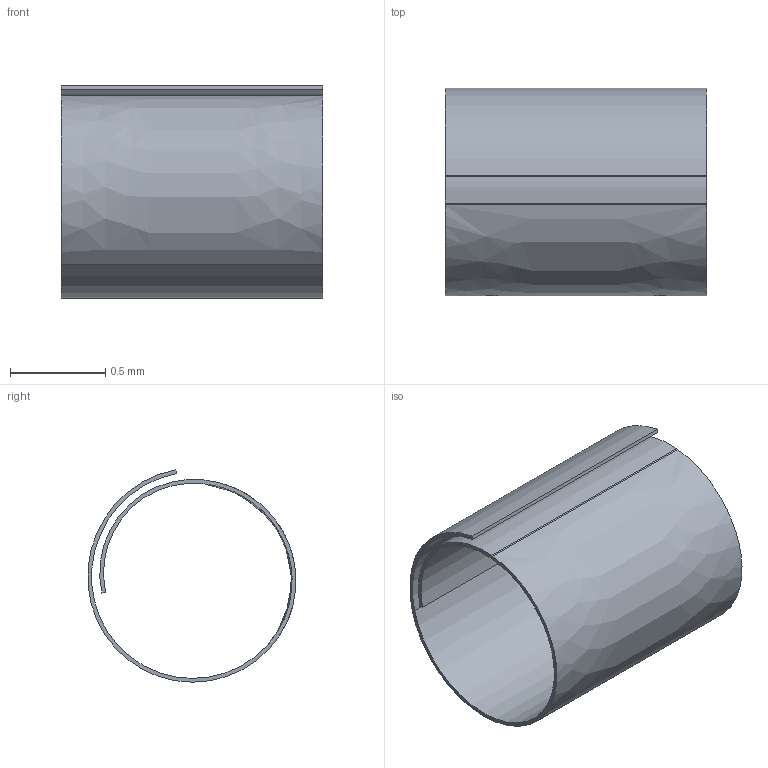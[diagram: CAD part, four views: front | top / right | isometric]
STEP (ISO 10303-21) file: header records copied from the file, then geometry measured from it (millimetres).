
FILE_DESCRIPTION (( 'STEP AP203' ), '1' );
FILE_NAME ('FullLarge_Electrode2.STEP', '2025-09-11T04:31:43', ( '' ), ( '' ), 'SwSTEP 2.0', 'SolidWorks 2025', '' );
FILE_SCHEMA (( 'CONFIG_CONTROL_DESIGN' ));
Length unit declared in the file: inch
Products named in the file (1): FullLarge_Electrode2
Bounding box: 1.37 x 1.09 x 1.11 mm (x, y, z)
Volume: 0.1 mm3; surface area: 11.6 mm2
Topology: 1 solids, 1 shells, 14 faces, 36 edges, 24 vertices
Faces by surface type: plane 6, cylinder 6, bspline 2
Entity records: 665 total; most frequent: CARTESIAN_POINT 267, ORIENTED_EDGE 72, DIRECTION 58, EDGE_CURVE 36, AXIS2_PLACEMENT_3D 25, VERTEX_POINT 24, B_SPLINE_CURVE_WITH_KNOTS 16, ADVANCED_FACE 14
